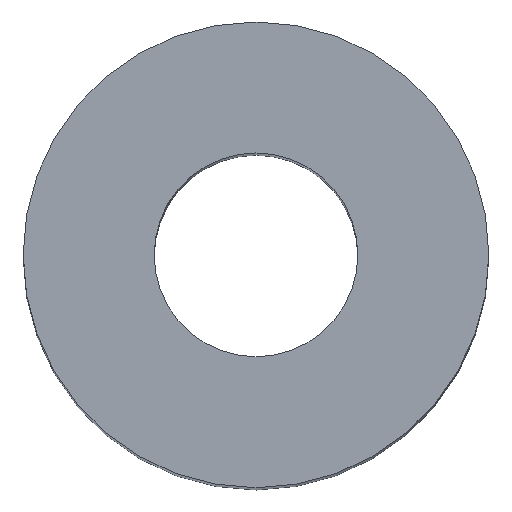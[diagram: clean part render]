
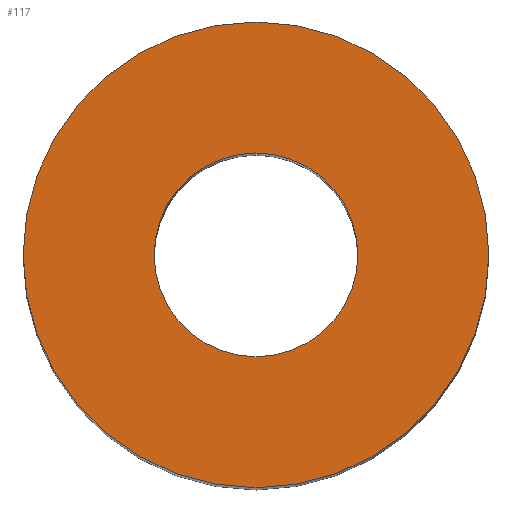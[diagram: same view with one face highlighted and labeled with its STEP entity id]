
A CAD part, top view. The second image highlights one B-rep face of the part: STEP entity #117.
In plain terms, the highlighted planar face has unit normal (0, 0, 1).
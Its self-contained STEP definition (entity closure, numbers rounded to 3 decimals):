
#3 = DIRECTION ( 'NONE',  ( 0., 0., -1. ) ) ;
#26 = VERTEX_POINT ( 'NONE', #178 ) ;
#35 = CIRCLE ( 'NONE', #249, 1.75 ) ;
#69 = DIRECTION ( 'NONE',  ( 0., 0., -1. ) ) ;
#71 = FACE_OUTER_BOUND ( 'NONE', #98, .T. ) ;
#81 = EDGE_CURVE ( 'NONE', #26, #101, #207, .T. ) ;
#82 = ORIENTED_EDGE ( 'NONE', *, *, #81, .F. ) ;
#83 = DIRECTION ( 'NONE',  ( -1., 0., 0. ) ) ;
#84 = EDGE_LOOP ( 'NONE', ( #161, #198 ) ) ;
#95 = DIRECTION ( 'NONE',  ( -1., 0., 0. ) ) ;
#96 = AXIS2_PLACEMENT_3D ( 'NONE', #177, #3, #83 ) ;
#98 = EDGE_LOOP ( 'NONE', ( #82, #232 ) ) ;
#101 = VERTEX_POINT ( 'NONE', #106 ) ;
#106 = CARTESIAN_POINT ( 'NONE',  ( -9.8, 24.4, 12.5 ) ) ;
#109 = DIRECTION ( 'NONE',  ( -1., 0., 0. ) ) ;
#113 = CIRCLE ( 'NONE', #136, 1.75 ) ;
#117 = ADVANCED_FACE ( 'NONE', ( #71, #126 ), #204, .F. ) ;
#126 = FACE_BOUND ( 'NONE', #84, .T. ) ;
#136 = AXIS2_PLACEMENT_3D ( 'NONE', #191, #206, #147 ) ;
#142 = DIRECTION ( 'NONE',  ( -1., 0., 0. ) ) ;
#147 = DIRECTION ( 'NONE',  ( -1., 0., 0. ) ) ;
#160 = EDGE_CURVE ( 'NONE', #217, #229, #113, .T. ) ;
#161 = ORIENTED_EDGE ( 'NONE', *, *, #160, .T. ) ;
#167 = CARTESIAN_POINT ( 'NONE',  ( -5.8, 24.4, 12.5 ) ) ;
#171 = CARTESIAN_POINT ( 'NONE',  ( -7.55, 24.4, 12.5 ) ) ;
#174 = AXIS2_PLACEMENT_3D ( 'NONE', #226, #211, #109 ) ;
#177 = CARTESIAN_POINT ( 'NONE',  ( -5.8, 24.4, 12.5 ) ) ;
#178 = CARTESIAN_POINT ( 'NONE',  ( -1.8, 24.4, 12.5 ) ) ;
#183 = CARTESIAN_POINT ( 'NONE',  ( -5.8, 24.4, 12.5 ) ) ;
#186 = DIRECTION ( 'NONE',  ( 0., 0., -1. ) ) ;
#191 = CARTESIAN_POINT ( 'NONE',  ( -5.8, 24.4, 12.5 ) ) ;
#196 = AXIS2_PLACEMENT_3D ( 'NONE', #183, #186, #142 ) ;
#198 = ORIENTED_EDGE ( 'NONE', *, *, #201, .T. ) ;
#200 = CIRCLE ( 'NONE', #174, 4. ) ;
#201 = EDGE_CURVE ( 'NONE', #229, #217, #35, .T. ) ;
#204 = PLANE ( 'NONE',  #196 ) ;
#206 = DIRECTION ( 'NONE',  ( 0., 0., -1. ) ) ;
#207 = CIRCLE ( 'NONE', #96, 4. ) ;
#211 = DIRECTION ( 'NONE',  ( 0., 0., -1. ) ) ;
#217 = VERTEX_POINT ( 'NONE', #240 ) ;
#221 = EDGE_CURVE ( 'NONE', #101, #26, #200, .T. ) ;
#226 = CARTESIAN_POINT ( 'NONE',  ( -5.8, 24.4, 12.5 ) ) ;
#229 = VERTEX_POINT ( 'NONE', #171 ) ;
#232 = ORIENTED_EDGE ( 'NONE', *, *, #221, .F. ) ;
#240 = CARTESIAN_POINT ( 'NONE',  ( -4.05, 24.4, 12.5 ) ) ;
#249 = AXIS2_PLACEMENT_3D ( 'NONE', #167, #69, #95 ) ;
